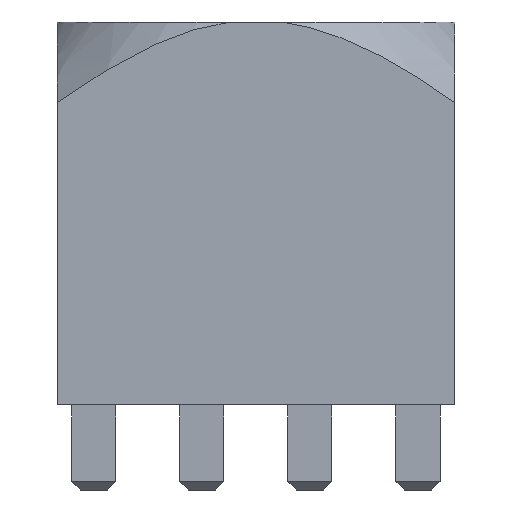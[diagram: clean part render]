
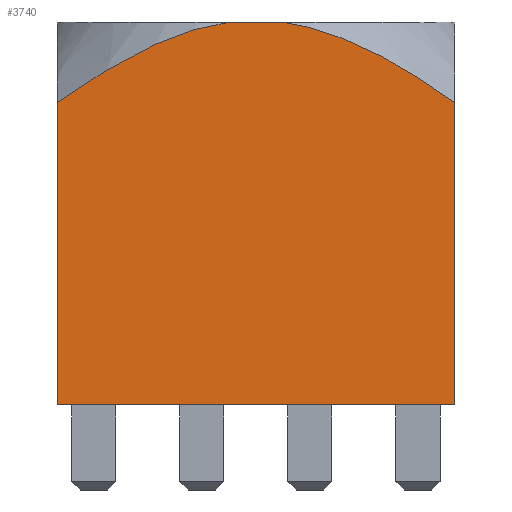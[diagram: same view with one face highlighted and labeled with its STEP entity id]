
A CAD part, front view. The second image highlights one B-rep face of the part: STEP entity #3740.
In plain terms, the highlighted planar face has unit normal (0, -1, 0).
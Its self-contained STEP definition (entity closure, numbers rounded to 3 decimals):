
#47=LINE('',#4771,#379);
#351=LINE('',#5391,#683);
#354=LINE('',#5396,#686);
#355=LINE('',#5398,#687);
#379=VECTOR('',#3992,1000.);
#683=VECTOR('',#4568,1000.);
#686=VECTOR('',#4575,1000.);
#687=VECTOR('',#4578,1000.);
#836=PLANE('',#3913);
#839=B_SPLINE_CURVE_WITH_KNOTS('',3,(#4614,#4615,#4616,#4617,#4618,#4619,
#4620,#4621,#4622,#4623,#4624,#4625,#4626),.UNSPECIFIED.,.F.,.F.,(4,1,1,
1,1,1,1,1,1,1,4),(0.,0.25,0.375,0.438,0.469,0.5,0.531,0.563,0.625,
0.75,1.),.UNSPECIFIED.);
#840=B_SPLINE_CURVE_WITH_KNOTS('',3,(#4630,#4631,#4632,#4633,#4634,#4635,
#4636,#4637,#4638,#4639,#4640,#4641,#4642),.UNSPECIFIED.,.F.,.F.,(4,1,1,
1,1,1,1,1,1,1,4),(0.,0.25,0.375,0.438,0.469,0.5,0.531,0.563,0.625,
0.75,1.),.UNSPECIFIED.);
#1530=ORIENTED_EDGE('',*,*,#1549,.F.);
#1531=ORIENTED_EDGE('',*,*,#1891,.T.);
#1532=ORIENTED_EDGE('',*,*,#1583,.T.);
#1533=ORIENTED_EDGE('',*,*,#1890,.F.);
#1534=ORIENTED_EDGE('',*,*,#1551,.F.);
#1535=ORIENTED_EDGE('',*,*,#1887,.F.);
#1549=EDGE_CURVE('',#2084,#2085,#839,.F.);
#1551=EDGE_CURVE('',#2086,#2087,#840,.F.);
#1583=EDGE_CURVE('',#2108,#2110,#47,.T.);
#1887=EDGE_CURVE('',#2085,#2086,#351,.T.);
#1890=EDGE_CURVE('',#2087,#2110,#354,.T.);
#1891=EDGE_CURVE('',#2084,#2108,#355,.T.);
#2074=EDGE_LOOP('',(#1530,#1531,#1532,#1533,#1534,#1535));
#2084=VERTEX_POINT('',#4613);
#2085=VERTEX_POINT('',#4627);
#2086=VERTEX_POINT('',#4643);
#2087=VERTEX_POINT('',#4644);
#2108=VERTEX_POINT('',#4766);
#2110=VERTEX_POINT('',#4770);
#2467=FACE_BOUND('',#2074,.T.);
#3740=ADVANCED_FACE('',(#2467),#836,.F.);
#3913=AXIS2_PLACEMENT_3D('',#5397,#4576,#4577);
#3992=DIRECTION('',(1.,0.,0.));
#4568=DIRECTION('',(1.,0.,0.));
#4575=DIRECTION('',(0.,0.,-1.));
#4576=DIRECTION('',(0.,1.,0.));
#4577=DIRECTION('',(-1.,0.,0.));
#4578=DIRECTION('',(0.,0.,-1.));
#4613=CARTESIAN_POINT('',(-7.,-7.,3.91));
#4614=CARTESIAN_POINT('',(-0.915,-7.,6.75));
#4615=CARTESIAN_POINT('',(-1.412,-7.,6.685));
#4616=CARTESIAN_POINT('',(-2.189,-7.,6.503));
#4617=CARTESIAN_POINT('',(-3.139,-7.,6.144));
#4618=CARTESIAN_POINT('',(-3.632,-7.,5.924));
#4619=CARTESIAN_POINT('',(-3.909,-7.,5.793));
#4620=CARTESIAN_POINT('',(-4.142,-7.,5.676));
#4621=CARTESIAN_POINT('',(-4.286,-7.,5.602));
#4622=CARTESIAN_POINT('',(-4.512,-7.,5.482));
#4623=CARTESIAN_POINT('',(-4.902,-7.,5.267));
#4624=CARTESIAN_POINT('',(-5.722,-7.,4.782));
#4625=CARTESIAN_POINT('',(-6.474,-7.,4.282));
#4626=CARTESIAN_POINT('',(-7.,-7.,3.91));
#4627=CARTESIAN_POINT('',(-0.915,-7.,6.75));
#4630=CARTESIAN_POINT('',(7.,-7.,3.91));
#4631=CARTESIAN_POINT('',(6.47,-7.,4.285));
#4632=CARTESIAN_POINT('',(5.713,-7.,4.788));
#4633=CARTESIAN_POINT('',(4.891,-7.,5.273));
#4634=CARTESIAN_POINT('',(4.502,-7.,5.488));
#4635=CARTESIAN_POINT('',(4.276,-7.,5.607));
#4636=CARTESIAN_POINT('',(4.133,-7.,5.681));
#4637=CARTESIAN_POINT('',(3.899,-7.,5.797));
#4638=CARTESIAN_POINT('',(3.623,-7.,5.928));
#4639=CARTESIAN_POINT('',(3.131,-7.,6.147));
#4640=CARTESIAN_POINT('',(2.182,-7.,6.504));
#4641=CARTESIAN_POINT('',(1.409,-7.,6.686));
#4642=CARTESIAN_POINT('',(0.915,-7.,6.75));
#4643=CARTESIAN_POINT('',(0.915,-7.,6.75));
#4644=CARTESIAN_POINT('',(7.,-7.,3.91));
#4766=CARTESIAN_POINT('',(-7.,-7.,-6.75));
#4770=CARTESIAN_POINT('',(7.,-7.,-6.75));
#4771=CARTESIAN_POINT('',(-7.,-7.,-6.75));
#5391=CARTESIAN_POINT('',(-7.,-7.,6.75));
#5396=CARTESIAN_POINT('',(7.,-7.,6.75));
#5397=CARTESIAN_POINT('',(-7.,-7.,6.75));
#5398=CARTESIAN_POINT('',(-7.,-7.,6.75));
